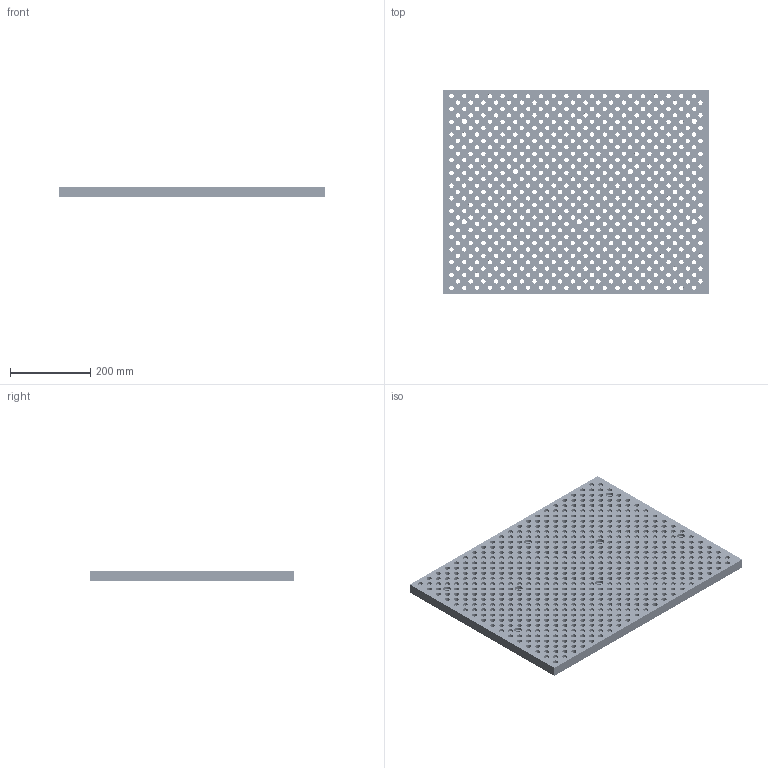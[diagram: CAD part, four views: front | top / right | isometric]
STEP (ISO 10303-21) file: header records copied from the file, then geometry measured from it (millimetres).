
FILE_DESCRIPTION(/* description */ (''),/* implementation_level */ '2;1');
FILE_NAME(/* name */ 'Haas_VF-1_26x20.step',/* time_stamp */ '2022-10-06T14:19:16-04:00',/* author */ (''),/* organization */ (''),/* preprocessor_version */ 'ST-DEVELOPER v19',/* originating_system */ 'Autodesk Translation Framework v11.7.0.108',/* authorisation */ '');
FILE_SCHEMA (('AUTOMOTIVE_DESIGN { 1 0 10303 214 3 1 1 }'));
Length unit declared in the file: inch
Products named in the file (2): vf1; 20x26 v3
Assembly tree (1 placements, depth 2):
  vf1
    20x26 v3
Bounding box: 660.4 x 508 x 24.13 mm (x, y, z)
Volume: 6565898.7 mm3; surface area: 1146952.3 mm2
Topology: 1 solids, 1 shells, 1870 faces, 3744 edges, 2496 vertices
Faces by surface type: cylinder 1240, plane 630
Full cylindrical faces by diameter (mm): 10.808 x612, 12.725 x612, 13.081 x8, 19.939 x8
Entity records: 52423 total; most frequent: DIRECTION 9970, CARTESIAN_POINT 8113, ORIENTED_EDGE 7488, AXIS2_PLACEMENT_3D 4353, EDGE_CURVE 3744, EDGE_LOOP 3730, VERTEX_POINT 2496, CIRCLE 2480
